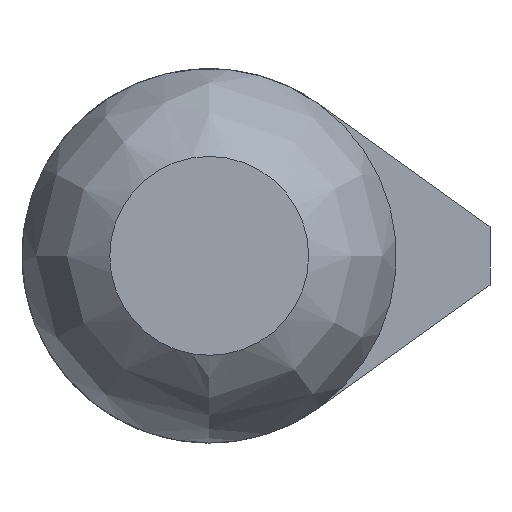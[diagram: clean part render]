
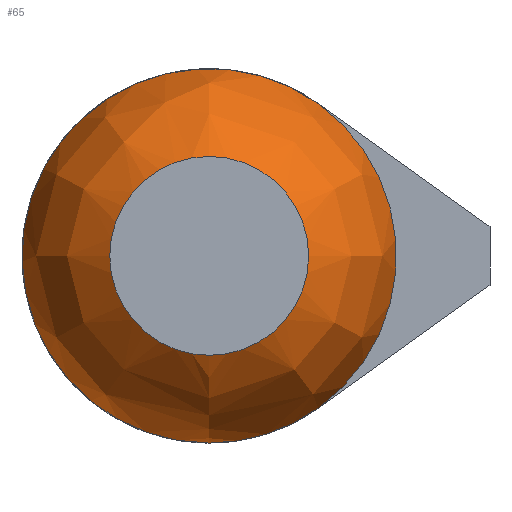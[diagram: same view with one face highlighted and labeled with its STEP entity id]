
A CAD part, front view. The second image highlights one B-rep face of the part: STEP entity #65.
In plain terms, the highlighted free-form (B-spline) face has degree [3, 3] with [4, 7] control points.
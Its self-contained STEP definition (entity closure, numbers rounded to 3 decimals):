
#65 = ADVANCED_FACE( '', ( #136, #137 ), #138, .T. );
#136 = FACE_OUTER_BOUND( '', #216, .T. );
#137 = FACE_OUTER_BOUND( '', #217, .T. );
#138 = ( BOUNDED_SURFACE(  )B_SPLINE_SURFACE( 3, 3, ( ( #220, #221, #222, #223, #224, #225, #226 ), ( #227, #228, #229, #230, #231, #232, #233 ), ( #234, #235, #236, #237, #238, #239, #240 ), ( #241, #242, #243, #244, #245, #246, #247 ) ), .UNSPECIFIED., .F., .T., .F. )B_SPLINE_SURFACE_WITH_KNOTS( ( 4, 4 ), ( 4, 3, 4 ), ( 0., 6.283 ), ( 0.103, 0.598, 1.094 ), .UNSPECIFIED. )GEOMETRIC_REPRESENTATION_ITEM(  )RATIONAL_B_SPLINE_SURFACE( ( ( 1., 0.333, 0.333, 1., 0.333, 0.333, 1. ), ( 0.92, 0.307, 0.307, 0.92, 0.307, 0.307, 0.92 ), ( 0.92, 0.307, 0.307, 0.92, 0.307, 0.307, 0.92 ), ( 1., 0.333, 0.333, 1., 0.333, 0.333, 1. ) ) )REPRESENTATION_ITEM( '' )SURFACE(  ) );
#216 = EDGE_LOOP( '', ( #396, #397 ) );
#217 = EDGE_LOOP( '', ( #398 ) );
#220 = CARTESIAN_POINT( '', ( 0., -59., -4.25 ) );
#221 = CARTESIAN_POINT( '', ( 8.5, -59., -4.25 ) );
#222 = CARTESIAN_POINT( '', ( 8.5, -59., 4.25 ) );
#223 = CARTESIAN_POINT( '', ( 0., -59., 4.25 ) );
#224 = CARTESIAN_POINT( '', ( -8.5, -59., 4.25 ) );
#225 = CARTESIAN_POINT( '', ( -8.5, -59., -4.25 ) );
#226 = CARTESIAN_POINT( '', ( 0., -59., -4.25 ) );
#227 = CARTESIAN_POINT( '', ( 0., -57.893, -6.393 ) );
#228 = CARTESIAN_POINT( '', ( 12.786, -57.893, -6.393 ) );
#229 = CARTESIAN_POINT( '', ( 12.786, -57.893, 6.393 ) );
#230 = CARTESIAN_POINT( '', ( 0., -57.893, 6.393 ) );
#231 = CARTESIAN_POINT( '', ( -12.786, -57.893, 6.393 ) );
#232 = CARTESIAN_POINT( '', ( -12.786, -57.893, -6.393 ) );
#233 = CARTESIAN_POINT( '', ( 0., -57.893, -6.393 ) );
#234 = CARTESIAN_POINT( '', ( 0., -55.9, -7.752 ) );
#235 = CARTESIAN_POINT( '', ( 15.504, -55.9, -7.752 ) );
#236 = CARTESIAN_POINT( '', ( 15.504, -55.9, 7.752 ) );
#237 = CARTESIAN_POINT( '', ( 0., -55.9, 7.752 ) );
#238 = CARTESIAN_POINT( '', ( -15.504, -55.9, 7.752 ) );
#239 = CARTESIAN_POINT( '', ( -15.504, -55.9, -7.752 ) );
#240 = CARTESIAN_POINT( '', ( 0., -55.9, -7.752 ) );
#241 = CARTESIAN_POINT( '', ( 0., -53.5, -8. ) );
#242 = CARTESIAN_POINT( '', ( 16., -53.5, -8. ) );
#243 = CARTESIAN_POINT( '', ( 16., -53.5, 8. ) );
#244 = CARTESIAN_POINT( '', ( 0., -53.5, 8. ) );
#245 = CARTESIAN_POINT( '', ( -16., -53.5, 8. ) );
#246 = CARTESIAN_POINT( '', ( -16., -53.5, -8. ) );
#247 = CARTESIAN_POINT( '', ( 0., -53.5, -8. ) );
#396 = ORIENTED_EDGE( '', *, *, #480, .F. );
#397 = ORIENTED_EDGE( '', *, *, #490, .F. );
#398 = ORIENTED_EDGE( '', *, *, #484, .F. );
#480 = EDGE_CURVE( '', #538, #541, #542, .T. );
#484 = EDGE_CURVE( '', #547, #547, #548, .T. );
#490 = EDGE_CURVE( '', #541, #538, #557, .T. );
#538 = VERTEX_POINT( '', #620 );
#541 = VERTEX_POINT( '', #624 );
#542 = CIRCLE( '', #625, 8. );
#547 = VERTEX_POINT( '', #632 );
#548 = CIRCLE( '', #633, 4.25 );
#557 = CIRCLE( '', #643, 8. );
#620 = CARTESIAN_POINT( '', ( 4.656, -53.5, 6.506 ) );
#624 = CARTESIAN_POINT( '', ( 4.656, -53.5, -6.506 ) );
#625 = AXIS2_PLACEMENT_3D( '', #709, #710, #711 );
#632 = CARTESIAN_POINT( '', ( 0., -59., -4.25 ) );
#633 = AXIS2_PLACEMENT_3D( '', #714, #715, #716 );
#643 = AXIS2_PLACEMENT_3D( '', #724, #725, #726 );
#709 = CARTESIAN_POINT( '', ( 0., -53.5, 0. ) );
#710 = DIRECTION( '', ( 0., 1., 0. ) );
#711 = DIRECTION( '', ( 0., 0., 1. ) );
#714 = CARTESIAN_POINT( '', ( 0., -59., 0. ) );
#715 = DIRECTION( '', ( 0., -1., 0. ) );
#716 = DIRECTION( '', ( 0., 0., -1. ) );
#724 = CARTESIAN_POINT( '', ( 0., -53.5, 0. ) );
#725 = DIRECTION( '', ( 0., 1., 0. ) );
#726 = DIRECTION( '', ( 1., 0., 0. ) );
